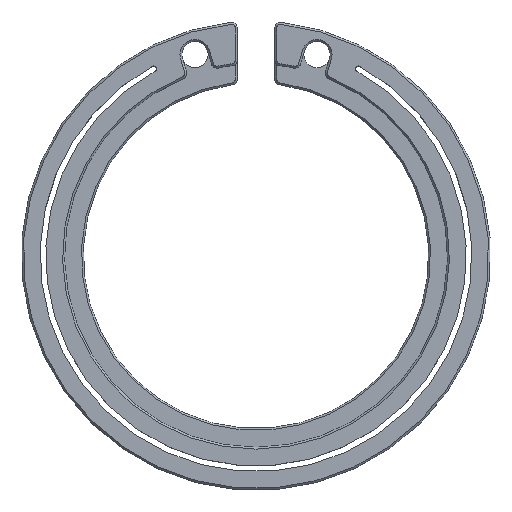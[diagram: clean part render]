
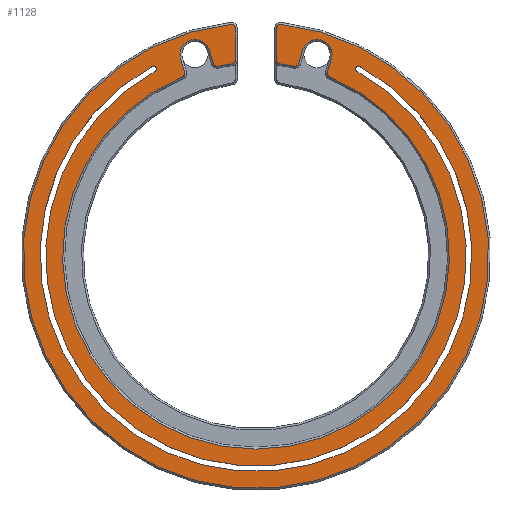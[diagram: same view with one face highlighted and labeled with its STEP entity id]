
A CAD part, top view. The second image highlights one B-rep face of the part: STEP entity #1128.
In plain terms, the highlighted planar face has unit normal (0, 0, 1).
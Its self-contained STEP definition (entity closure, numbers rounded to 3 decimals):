
#19=FACE_BOUND('',#250,.T.);
#46=CIRCLE('',#1184,0.8);
#50=CIRCLE('',#1190,0.2);
#51=CIRCLE('',#1192,10.3);
#54=CIRCLE('',#1196,0.2);
#56=CIRCLE('',#1200,0.8);
#58=CIRCLE('',#1203,0.2);
#59=CIRCLE('',#1205,10.3);
#62=CIRCLE('',#1209,0.2);
#64=CIRCLE('',#1213,0.2);
#65=CIRCLE('',#1215,12.4);
#68=CIRCLE('',#1219,0.2);
#70=CIRCLE('',#1223,0.2);
#71=CIRCLE('',#1225,10.3);
#74=CIRCLE('',#1229,0.2);
#84=CIRCLE('',#1252,0.15);
#85=CIRCLE('',#1253,11.2);
#86=CIRCLE('',#1254,0.15);
#87=CIRCLE('',#1255,11.5);
#180=FACE_OUTER_BOUND('',#249,.T.);
#249=EDGE_LOOP('',(#869,#870,#871,#872,#873,#874,#875,#876,#877,#878,#879,
#880,#881,#882,#883,#884,#885,#886,#887,#888));
#250=EDGE_LOOP('',(#889,#890,#891,#892));
#298=LINE('',#1724,#386);
#301=LINE('',#1747,#389);
#305=LINE('',#1771,#393);
#311=LINE('',#1804,#399);
#317=LINE('',#1828,#405);
#322=LINE('',#1849,#410);
#386=VECTOR('',#1337,10.);
#389=VECTOR('',#1350,10.);
#393=VECTOR('',#1374,10.);
#399=VECTOR('',#1406,10.);
#405=VECTOR('',#1432,10.);
#410=VECTOR('',#1457,10.);
#474=VERTEX_POINT('',#1721);
#475=VERTEX_POINT('',#1723);
#476=VERTEX_POINT('',#1730);
#481=VERTEX_POINT('',#1744);
#482=VERTEX_POINT('',#1746);
#484=VERTEX_POINT('',#1755);
#486=VERTEX_POINT('',#1760);
#488=VERTEX_POINT('',#1767);
#490=VERTEX_POINT('',#1776);
#492=VERTEX_POINT('',#1785);
#494=VERTEX_POINT('',#1790);
#496=VERTEX_POINT('',#1797);
#498=VERTEX_POINT('',#1802);
#500=VERTEX_POINT('',#1809);
#502=VERTEX_POINT('',#1814);
#504=VERTEX_POINT('',#1821);
#506=VERTEX_POINT('',#1826);
#508=VERTEX_POINT('',#1833);
#510=VERTEX_POINT('',#1838);
#512=VERTEX_POINT('',#1845);
#529=VERTEX_POINT('',#1905);
#530=VERTEX_POINT('',#1906);
#531=VERTEX_POINT('',#1908);
#532=VERTEX_POINT('',#1910);
#574=EDGE_CURVE('',#474,#475,#298,.T.);
#576=EDGE_CURVE('',#475,#476,#46,.T.);
#582=EDGE_CURVE('',#481,#482,#301,.T.);
#586=EDGE_CURVE('',#484,#481,#50,.T.);
#588=EDGE_CURVE('',#486,#484,#51,.T.);
#592=EDGE_CURVE('',#488,#486,#54,.T.);
#593=EDGE_CURVE('',#476,#488,#305,.T.);
#596=EDGE_CURVE('',#482,#490,#56,.T.);
#600=EDGE_CURVE('',#492,#474,#58,.T.);
#602=EDGE_CURVE('',#494,#492,#59,.T.);
#606=EDGE_CURVE('',#496,#494,#62,.T.);
#608=EDGE_CURVE('',#498,#496,#311,.T.);
#612=EDGE_CURVE('',#500,#498,#64,.T.);
#614=EDGE_CURVE('',#502,#500,#65,.T.);
#618=EDGE_CURVE('',#504,#502,#68,.T.);
#620=EDGE_CURVE('',#506,#504,#317,.T.);
#624=EDGE_CURVE('',#508,#506,#70,.T.);
#626=EDGE_CURVE('',#510,#508,#71,.T.);
#630=EDGE_CURVE('',#512,#510,#74,.T.);
#631=EDGE_CURVE('',#490,#512,#322,.T.);
#660=EDGE_CURVE('',#529,#530,#84,.T.);
#661=EDGE_CURVE('',#530,#531,#85,.T.);
#662=EDGE_CURVE('',#531,#532,#86,.T.);
#663=EDGE_CURVE('',#532,#529,#87,.T.);
#869=ORIENTED_EDGE('',*,*,#582,.F.);
#870=ORIENTED_EDGE('',*,*,#586,.F.);
#871=ORIENTED_EDGE('',*,*,#588,.F.);
#872=ORIENTED_EDGE('',*,*,#592,.F.);
#873=ORIENTED_EDGE('',*,*,#593,.F.);
#874=ORIENTED_EDGE('',*,*,#576,.F.);
#875=ORIENTED_EDGE('',*,*,#574,.F.);
#876=ORIENTED_EDGE('',*,*,#600,.F.);
#877=ORIENTED_EDGE('',*,*,#602,.F.);
#878=ORIENTED_EDGE('',*,*,#606,.F.);
#879=ORIENTED_EDGE('',*,*,#608,.F.);
#880=ORIENTED_EDGE('',*,*,#612,.F.);
#881=ORIENTED_EDGE('',*,*,#614,.F.);
#882=ORIENTED_EDGE('',*,*,#618,.F.);
#883=ORIENTED_EDGE('',*,*,#620,.F.);
#884=ORIENTED_EDGE('',*,*,#624,.F.);
#885=ORIENTED_EDGE('',*,*,#626,.F.);
#886=ORIENTED_EDGE('',*,*,#630,.F.);
#887=ORIENTED_EDGE('',*,*,#631,.F.);
#888=ORIENTED_EDGE('',*,*,#596,.F.);
#889=ORIENTED_EDGE('',*,*,#660,.T.);
#890=ORIENTED_EDGE('',*,*,#661,.T.);
#891=ORIENTED_EDGE('',*,*,#662,.T.);
#892=ORIENTED_EDGE('',*,*,#663,.T.);
#1088=PLANE('',#1251);
#1128=ADVANCED_FACE('',(#180,#19),#1088,.T.);
#1184=AXIS2_PLACEMENT_3D('',#1731,#1340,#1341);
#1190=AXIS2_PLACEMENT_3D('',#1757,#1356,#1357);
#1192=AXIS2_PLACEMENT_3D('',#1762,#1361,#1362);
#1196=AXIS2_PLACEMENT_3D('',#1769,#1370,#1371);
#1200=AXIS2_PLACEMENT_3D('',#1777,#1380,#1381);
#1203=AXIS2_PLACEMENT_3D('',#1787,#1387,#1388);
#1205=AXIS2_PLACEMENT_3D('',#1792,#1392,#1393);
#1209=AXIS2_PLACEMENT_3D('',#1799,#1401,#1402);
#1213=AXIS2_PLACEMENT_3D('',#1811,#1413,#1414);
#1215=AXIS2_PLACEMENT_3D('',#1816,#1418,#1419);
#1219=AXIS2_PLACEMENT_3D('',#1823,#1427,#1428);
#1223=AXIS2_PLACEMENT_3D('',#1835,#1439,#1440);
#1225=AXIS2_PLACEMENT_3D('',#1840,#1444,#1445);
#1229=AXIS2_PLACEMENT_3D('',#1847,#1453,#1454);
#1251=AXIS2_PLACEMENT_3D('',#1904,#1516,#1517);
#1252=AXIS2_PLACEMENT_3D('',#1907,#1518,#1519);
#1253=AXIS2_PLACEMENT_3D('',#1909,#1520,#1521);
#1254=AXIS2_PLACEMENT_3D('',#1911,#1522,#1523);
#1255=AXIS2_PLACEMENT_3D('',#1912,#1524,#1525);
#1337=DIRECTION('',(-0.29,0.957,0.));
#1340=DIRECTION('center_axis',(0.,0.,1.));
#1341=DIRECTION('ref_axis',(-1.,0.,0.));
#1350=DIRECTION('',(0.29,0.957,0.));
#1356=DIRECTION('center_axis',(0.,0.,-1.));
#1357=DIRECTION('ref_axis',(-0.903,-0.429,0.));
#1361=DIRECTION('center_axis',(0.,0.,1.));
#1362=DIRECTION('ref_axis',(1.,0.,0.));
#1370=DIRECTION('center_axis',(0.,0.,-1.));
#1371=DIRECTION('ref_axis',(0.903,-0.429,0.));
#1374=DIRECTION('',(0.29,-0.957,0.));
#1380=DIRECTION('center_axis',(0.,0.,1.));
#1381=DIRECTION('ref_axis',(1.,0.,0.));
#1387=DIRECTION('center_axis',(0.,0.,-1.));
#1388=DIRECTION('ref_axis',(-0.513,-0.858,0.));
#1392=DIRECTION('center_axis',(0.,0.,1.));
#1393=DIRECTION('ref_axis',(-1.,0.,0.));
#1401=DIRECTION('center_axis',(0.,0.,-1.));
#1402=DIRECTION('ref_axis',(0.75,-0.662,0.));
#1406=DIRECTION('',(0.,-1.,0.));
#1413=DIRECTION('center_axis',(0.,0.,-1.));
#1414=DIRECTION('ref_axis',(0.668,0.744,0.));
#1418=DIRECTION('center_axis',(0.,0.,-1.));
#1419=DIRECTION('ref_axis',(1.,0.,0.));
#1427=DIRECTION('center_axis',(0.,0.,-1.));
#1428=DIRECTION('ref_axis',(-0.668,0.744,0.));
#1432=DIRECTION('',(0.,1.,0.));
#1439=DIRECTION('center_axis',(0.,0.,-1.));
#1440=DIRECTION('ref_axis',(-0.75,-0.662,0.));
#1444=DIRECTION('center_axis',(0.,0.,1.));
#1445=DIRECTION('ref_axis',(1.,0.,0.));
#1453=DIRECTION('center_axis',(0.,0.,-1.));
#1454=DIRECTION('ref_axis',(0.513,-0.858,0.));
#1457=DIRECTION('',(-0.29,-0.957,0.));
#1516=DIRECTION('center_axis',(0.,0.,1.));
#1517=DIRECTION('ref_axis',(1.,0.,0.));
#1518=DIRECTION('center_axis',(0.,0.,-1.));
#1519=DIRECTION('ref_axis',(1.,0.,0.));
#1520=DIRECTION('center_axis',(0.,0.,1.));
#1521=DIRECTION('ref_axis',(1.,0.,0.));
#1522=DIRECTION('center_axis',(0.,0.,-1.));
#1523=DIRECTION('ref_axis',(1.,0.,0.));
#1524=DIRECTION('center_axis',(0.,0.,-1.));
#1525=DIRECTION('ref_axis',(1.,0.,0.));
#1721=CARTESIAN_POINT('',(-2.268,10.235,3.35));
#1723=CARTESIAN_POINT('',(-2.478,10.928,3.35));
#1724=CARTESIAN_POINT('',(-0.854,5.571,3.35));
#1730=CARTESIAN_POINT('',(-4.008,10.464,3.35));
#1731=CARTESIAN_POINT('Origin',(-3.25,10.718,3.35));
#1744=CARTESIAN_POINT('',(3.798,9.771,3.35));
#1746=CARTESIAN_POINT('',(4.008,10.464,3.35));
#1747=CARTESIAN_POINT('',(2.384,5.107,3.35));
#1755=CARTESIAN_POINT('',(3.914,9.527,3.35));
#1757=CARTESIAN_POINT('Origin',(3.99,9.712,3.35));
#1760=CARTESIAN_POINT('',(-3.914,9.527,3.35));
#1762=CARTESIAN_POINT('Origin',(0.,0.,3.35));
#1767=CARTESIAN_POINT('',(-3.798,9.771,3.35));
#1769=CARTESIAN_POINT('Origin',(-3.99,9.712,3.35));
#1771=CARTESIAN_POINT('',(-2.239,4.628,3.35));
#1776=CARTESIAN_POINT('',(2.478,10.928,3.35));
#1777=CARTESIAN_POINT('Origin',(3.25,10.718,3.35));
#1785=CARTESIAN_POINT('',(-2.037,10.097,3.35));
#1787=CARTESIAN_POINT('Origin',(-2.076,10.293,3.35));
#1790=CARTESIAN_POINT('',(-1.275,10.221,3.35));
#1792=CARTESIAN_POINT('Origin',(0.,0.,3.35));
#1797=CARTESIAN_POINT('',(-1.1,10.419,3.35));
#1799=CARTESIAN_POINT('Origin',(-1.3,10.419,3.35));
#1802=CARTESIAN_POINT('',(-1.1,12.131,3.35));
#1804=CARTESIAN_POINT('',(-1.1,4.563,3.35));
#1809=CARTESIAN_POINT('',(-1.321,12.329,3.35));
#1811=CARTESIAN_POINT('Origin',(-1.3,12.131,3.35));
#1814=CARTESIAN_POINT('',(1.321,12.329,3.35));
#1816=CARTESIAN_POINT('Origin',(0.,0.,3.35));
#1821=CARTESIAN_POINT('',(1.1,12.131,3.35));
#1823=CARTESIAN_POINT('Origin',(1.3,12.131,3.35));
#1826=CARTESIAN_POINT('',(1.1,10.419,3.35));
#1828=CARTESIAN_POINT('',(1.1,6.22,3.35));
#1833=CARTESIAN_POINT('',(1.275,10.221,3.35));
#1835=CARTESIAN_POINT('Origin',(1.3,10.419,3.35));
#1838=CARTESIAN_POINT('',(2.037,10.097,3.35));
#1840=CARTESIAN_POINT('Origin',(0.,0.,3.35));
#1845=CARTESIAN_POINT('',(2.268,10.235,3.35));
#1847=CARTESIAN_POINT('Origin',(2.076,10.293,3.35));
#1849=CARTESIAN_POINT('',(0.708,5.092,3.35));
#1904=CARTESIAN_POINT('Origin',(0.,-0.02,3.35));
#1905=CARTESIAN_POINT('',(-5.52,10.089,3.35));
#1906=CARTESIAN_POINT('',(-5.376,9.825,3.35));
#1907=CARTESIAN_POINT('Origin',(-5.448,9.957,3.35));
#1908=CARTESIAN_POINT('',(5.376,9.825,3.35));
#1909=CARTESIAN_POINT('Origin',(0.,0.,3.35));
#1910=CARTESIAN_POINT('',(5.52,10.089,3.35));
#1911=CARTESIAN_POINT('Origin',(5.448,9.957,3.35));
#1912=CARTESIAN_POINT('Origin',(0.,0.,3.35));
